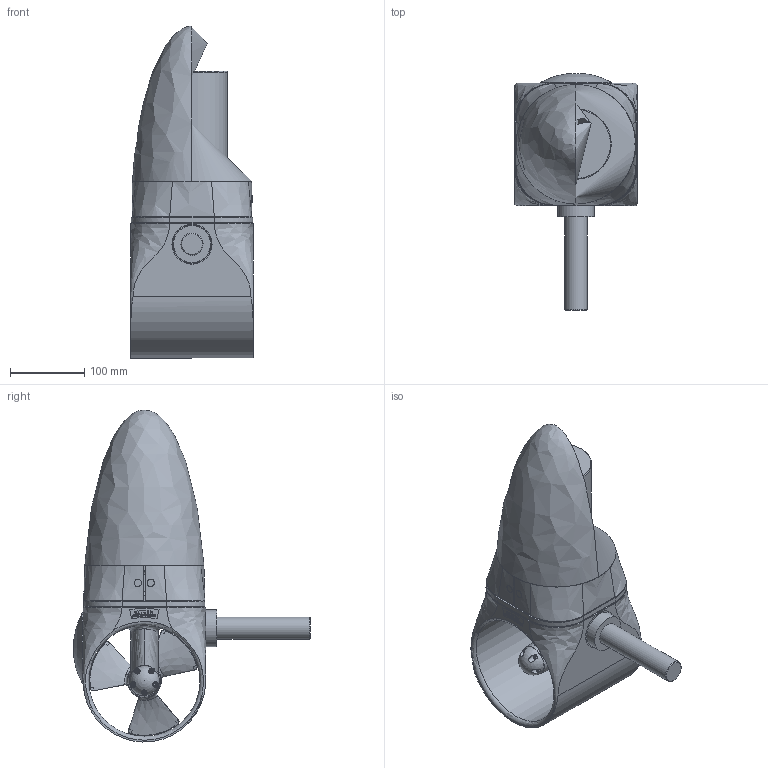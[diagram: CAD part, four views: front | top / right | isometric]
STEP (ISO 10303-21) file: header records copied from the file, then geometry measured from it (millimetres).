
FILE_DESCRIPTION(/* description */ (''),/* implementation_level */ '2;1');
FILE_NAME(/* name */ 'EX Compact.stp',/* time_stamp */ '2016-02-19T09:07:59+01:00',/* author */ ('elvira'),/* organization */ (''),/* preprocessor_version */ 'ST-DEVELOPER v16.1',/* originating_system */ 'Autodesk Inventor 2016',/* authorisation */ '');
FILE_SCHEMA (('AUTOMOTIVE_DESIGN { 1 0 10303 214 3 1 1 }'));
Products named in the file (1): SM-119811
Bounding box: 165 x 319.04 x 447.42 mm (x, y, z)
Volume: 4287036.3 mm3; surface area: 590001.6 mm2
Topology: 9 solids, 9 shells, 1071 faces, 2969 edges, 1954 vertices
Faces by surface type: plane 455, bspline 389, cone 103, cylinder 98, torus 24, sphere 2
Full cylindrical faces by diameter (mm): 2.5 x9, 3 x5, 4 x2, 4.2 x6, 5 x4, 5.5 x5, 6.647 x1, 6.8 x1, 8.5 x4, 10 x8, 11.6 x1, 16 x4, 20 x1, 22 x1, 26 x1, 28.5 x2, 30 x2, 32 x2, 40 x1, 46 x1, 50 x2, 52 x1, 95 x1, 95.3 x1, 111 x1, 116 x1, 122 x1, 131 x1, 150 x1
Entity records: 64790 total; most frequent: CARTESIAN_POINT 40495, ORIENTED_EDGE 5358, DIRECTION 3386, EDGE_CURVE 2679, VERTEX_POINT 1856, EDGE_LOOP 1367, LINE 1346, VECTOR 1346
